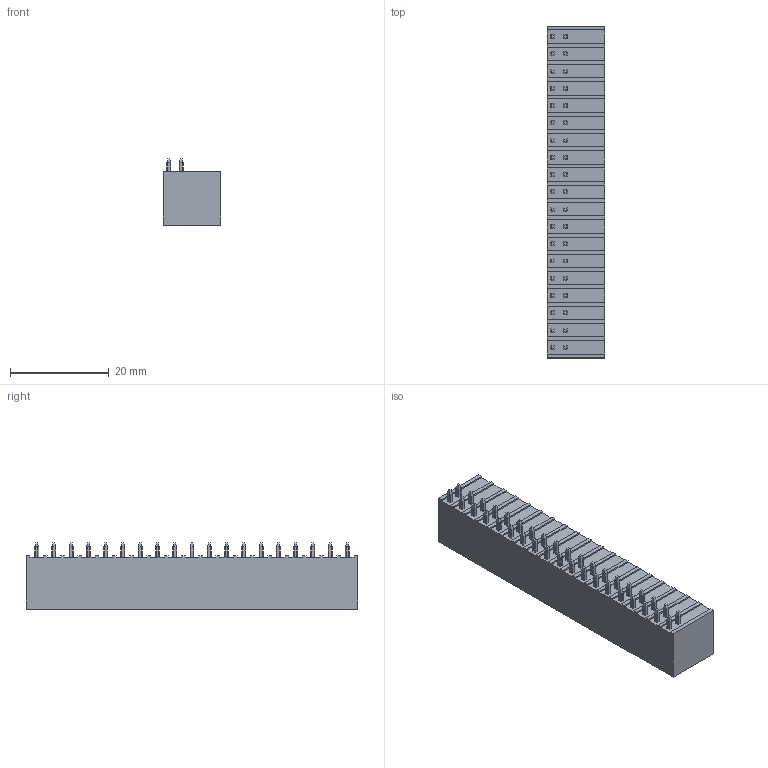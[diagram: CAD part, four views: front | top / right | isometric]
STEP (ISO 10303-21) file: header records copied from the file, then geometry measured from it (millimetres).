
FILE_DESCRIPTION((''),'2;1');
FILE_NAME('PRT0007','2024-11-18T09:56:34',('tluser'),(''),'CREO PARAMETRIC BY PTC INC, 2018100','CREO PARAMETRIC BY PTC INC, 2018100','');
FILE_SCHEMA(('CONFIG_CONTROL_DESIGN'));
Length unit declared in the file: millimetre
Products named in the file (1): PRT0007
Bounding box: 11.6 x 67.3 x 13.4 mm (x, y, z)
Volume: 5674 mm3; surface area: 6315.9 mm2
Topology: 1 solids, 1 shells, 1720 faces, 4923 edges, 3282 vertices
Faces by surface type: plane 1139, cylinder 448, extrusion 133
Entity records: 57555 total; most frequent: CARTESIAN_POINT 13366, ORIENTED_EDGE 9846, DIRECTION 8138, EDGE_CURVE 4923, VECTOR 3590, LINE 3457, VERTEX_POINT 3282, AXIS2_PLACEMENT_3D 2274
